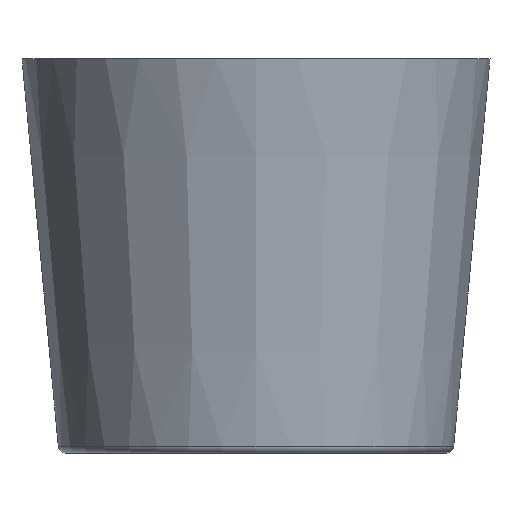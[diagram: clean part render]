
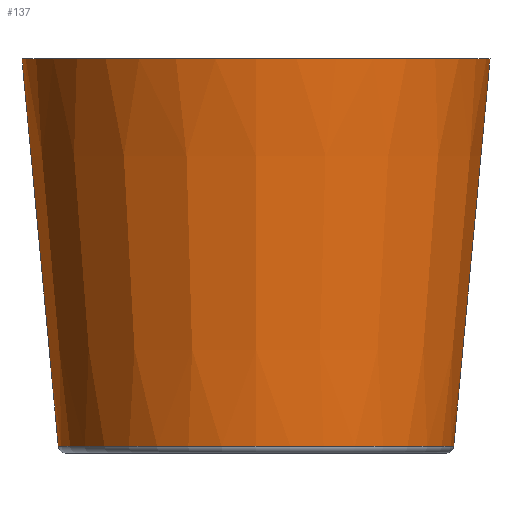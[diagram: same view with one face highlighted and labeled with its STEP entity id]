
A CAD part, front view. The second image highlights one B-rep face of the part: STEP entity #137.
In plain terms, the highlighted conical face has half-angle 5.356 degrees and reference radius 876.275 mm.
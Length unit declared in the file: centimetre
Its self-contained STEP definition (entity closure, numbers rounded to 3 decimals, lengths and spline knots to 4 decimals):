
#31=FACE_OUTER_BOUND('',#41,.T.);
#41=EDGE_LOOP('',(#95,#96,#97,#98,#99));
#53=CIRCLE('',#170,80.255);
#54=CIRCLE('',#171,80.255);
#55=CIRCLE('',#172,95.);
#65=VERTEX_POINT('',#256);
#66=VERTEX_POINT('',#257);
#67=VERTEX_POINT('',#260);
#76=EDGE_CURVE('',#65,#66,#53,.T.);
#77=EDGE_CURVE('',#66,#65,#54,.T.);
#78=EDGE_CURVE('',#66,#67,#152,.T.);
#79=EDGE_CURVE('',#67,#67,#55,.T.);
#95=ORIENTED_EDGE('',*,*,#76,.F.);
#96=ORIENTED_EDGE('',*,*,#77,.F.);
#97=ORIENTED_EDGE('',*,*,#78,.T.);
#98=ORIENTED_EDGE('',*,*,#79,.T.);
#99=ORIENTED_EDGE('',*,*,#78,.F.);
#133=CONICAL_SURFACE('',#169,87.6275,0.093);
#137=ADVANCED_FACE('',(#31),#133,.T.);
#152=LINE('',#261,#160);
#160=VECTOR('',#203,87.6275);
#169=AXIS2_PLACEMENT_3D('',#255,#197,#198);
#170=AXIS2_PLACEMENT_3D('',#258,#199,#200);
#171=AXIS2_PLACEMENT_3D('',#259,#201,#202);
#172=AXIS2_PLACEMENT_3D('',#262,#204,#205);
#197=DIRECTION('center_axis',(0.,0.,1.));
#198=DIRECTION('ref_axis',(-1.,0.,0.));
#199=DIRECTION('center_axis',(0.,0.,-1.));
#200=DIRECTION('ref_axis',(-1.,0.,0.));
#201=DIRECTION('center_axis',(0.,0.,-1.));
#202=DIRECTION('ref_axis',(-1.,0.,0.));
#203=DIRECTION('',(0.093,0.,0.996));
#204=DIRECTION('center_axis',(0.,0.,-1.));
#205=DIRECTION('ref_axis',(-1.,0.,0.));
#255=CARTESIAN_POINT('Origin',(0.,0.,81.36));
#256=CARTESIAN_POINT('',(0.,-80.255,2.72));
#257=CARTESIAN_POINT('',(80.255,0.,2.72));
#258=CARTESIAN_POINT('Origin',(0.,0.,2.72));
#259=CARTESIAN_POINT('Origin',(0.,0.,2.72));
#260=CARTESIAN_POINT('',(95.,0.,160.));
#261=CARTESIAN_POINT('',(87.6275,0.,81.36));
#262=CARTESIAN_POINT('Origin',(0.,0.,160.));
